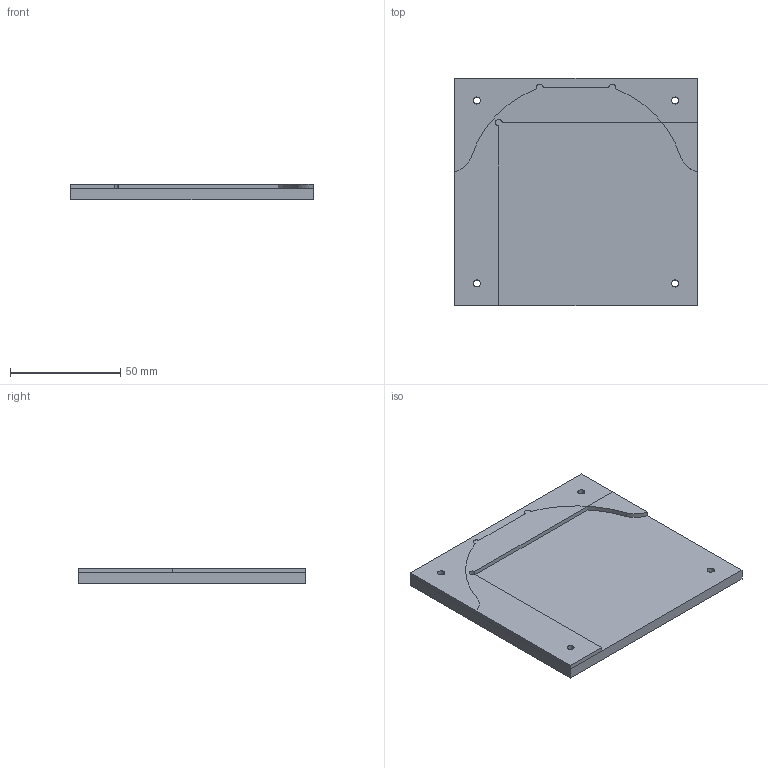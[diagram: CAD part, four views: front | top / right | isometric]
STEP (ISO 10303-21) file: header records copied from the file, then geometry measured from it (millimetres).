
FILE_DESCRIPTION(/* description */ ('STEP AP242','CAx-IF Rec.Pracs.---Representation and Presentation of Product Manufacturing Information (PMI)---4.0---2014-10-13','CAx-IF Rec.Pracs.---3D Tessellated Geometry---0.4---2014-09-14','2;1'),/* implementation_level */ '2;1');
FILE_NAME(/* name */ '657f165cc749471c5e873f37',/* time_stamp */ '2023-12-17T15:40:13Z',/* author */ (''),/* organization */ (''),/* preprocessor_version */ 'ST-DEVELOPER v19.4',/* originating_system */ ' ',/* authorisation */ ' ');
FILE_SCHEMA (('AP242_MANAGED_MODEL_BASED_3D_ENGINEERING_MIM_LF { 1 0 10303 442 1 1 4 }'));
Length unit declared in the file: metre
Products named in the file (4): chip holder + base; Part 1
Assembly tree (3 placements, depth 2):
  chip holder + base
    Part 1
    Part 1
    Part 1
Bounding box: 110 x 103 x 7 mm (x, y, z)
Volume: 58506.2 mm3; surface area: 38191.8 mm2
Topology: 3 solids, 3 shells, 73 faces, 190 edges, 128 vertices
Faces by surface type: plane 53, cylinder 20
Full cylindrical faces by diameter (mm): 3.2 x9
Entity records: 2284 total; most frequent: CARTESIAN_POINT 378, DIRECTION 371, ORIENTED_EDGE 354, EDGE_CURVE 177, LINE 137, VECTOR 137, VERTEX_POINT 124, AXIS2_PLACEMENT_3D 117
